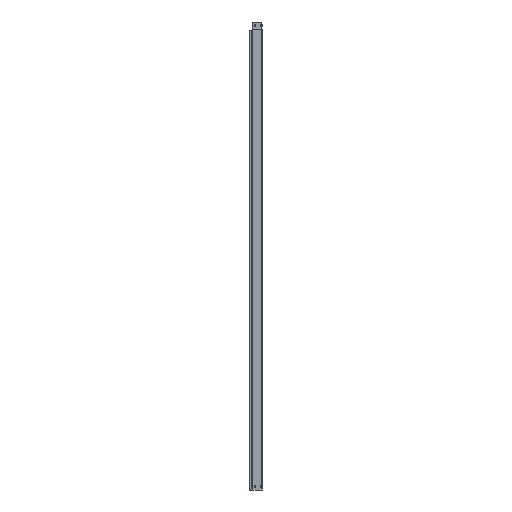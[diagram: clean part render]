
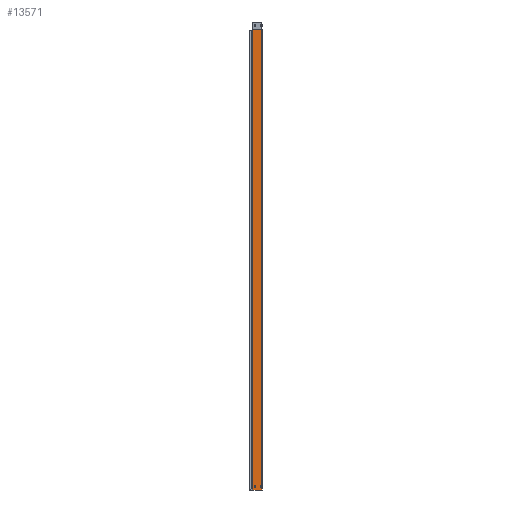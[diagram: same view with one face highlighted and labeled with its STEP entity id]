
A CAD part, left-side view. The second image highlights one B-rep face of the part: STEP entity #13571.
In plain terms, the highlighted planar face has unit normal (-1, 0, 0).
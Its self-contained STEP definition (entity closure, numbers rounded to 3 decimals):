
#615 = B_SPLINE_CURVE_WITH_KNOTS ( 'NONE', 3,
 ( #878, #15055, #7462, #13875 ),
 .UNSPECIFIED., .F., .F.,
 ( 4, 4 ),
 ( 0., 0.001 ),
 .UNSPECIFIED. ) ;
#661 = EDGE_CURVE ( 'NONE', #15137, #8811, #16713, .T. ) ;
#806 = LINE ( 'NONE', #8436, #6268 ) ;
#832 = CARTESIAN_POINT ( 'NONE',  ( -200., 2.3, 0. ) ) ;
#878 = CARTESIAN_POINT ( 'NONE',  ( -200., 2.3, 2948.892 ) ) ;
#904 = EDGE_CURVE ( 'NONE', #8811, #12206, #3301, .T. ) ;
#961 = CARTESIAN_POINT ( 'NONE',  ( -200., 3., 2949. ) ) ;
#972 = VECTOR ( 'NONE', #4657, 1000. ) ;
#1174 = VERTEX_POINT ( 'NONE', #9031 ) ;
#1213 = CARTESIAN_POINT ( 'NONE',  ( -200., 0., 2949. ) ) ;
#1246 = AXIS2_PLACEMENT_3D ( 'NONE', #12924, #12762, #10128 ) ;
#1284 = VERTEX_POINT ( 'NONE', #12547 ) ;
#1523 = LINE ( 'NONE', #5144, #13097 ) ;
#1640 = CARTESIAN_POINT ( 'NONE',  ( -200., 59.184, 0. ) ) ;
#1650 = DIRECTION ( 'NONE',  ( 0., 0., -1. ) ) ;
#1684 = VECTOR ( 'NONE', #12994, 1000. ) ;
#1758 = EDGE_CURVE ( 'NONE', #15947, #13383, #4886, .T. ) ;
#1816 = DIRECTION ( 'NONE',  ( -1., 0., 0. ) ) ;
#2021 = DIRECTION ( 'NONE',  ( 0., -1., 0. ) ) ;
#2256 = VERTEX_POINT ( 'NONE', #8797 ) ;
#2366 = FACE_OUTER_BOUND ( 'NONE', #13147, .T. ) ;
#2542 = EDGE_CURVE ( 'NONE', #12222, #15947, #5886, .T. ) ;
#2682 = CARTESIAN_POINT ( 'NONE',  ( -200., 59.184, 2948.5 ) ) ;
#2735 = LINE ( 'NONE', #2682, #16106 ) ;
#2768 = DIRECTION ( 'NONE',  ( 0., 0., 1. ) ) ;
#2824 = ORIENTED_EDGE ( 'NONE', *, *, #3438, .T. ) ;
#2923 = CARTESIAN_POINT ( 'NONE',  ( -200., 39.5, 20. ) ) ;
#2931 = LINE ( 'NONE', #1213, #12890 ) ;
#2956 = DIRECTION ( 'NONE',  ( 0., -1., 0. ) ) ;
#3062 = VECTOR ( 'NONE', #7928, 1000. ) ;
#3101 = DIRECTION ( 'NONE',  ( 0., -1., 0. ) ) ;
#3301 = CIRCLE ( 'NONE', #6289, 3.5 ) ;
#3438 = EDGE_CURVE ( 'NONE', #9914, #6945, #2735, .T. ) ;
#3749 = DIRECTION ( 'NONE',  ( 0., 1., 0. ) ) ;
#3984 = ORIENTED_EDGE ( 'NONE', *, *, #10328, .F. ) ;
#4369 = ORIENTED_EDGE ( 'NONE', *, *, #10435, .F. ) ;
#4657 = DIRECTION ( 'NONE',  ( 0., 0., -1. ) ) ;
#4672 = VECTOR ( 'NONE', #5454, 1000. ) ;
#4680 = EDGE_CURVE ( 'NONE', #1174, #12222, #6345, .T. ) ;
#4739 = ORIENTED_EDGE ( 'NONE', *, *, #904, .F. ) ;
#4857 = ORIENTED_EDGE ( 'NONE', *, *, #5198, .T. ) ;
#4886 = CIRCLE ( 'NONE', #7970, 3.5 ) ;
#4924 = ORIENTED_EDGE ( 'NONE', *, *, #9568, .T. ) ;
#5127 = CARTESIAN_POINT ( 'NONE',  ( -200., 39.5, 20. ) ) ;
#5144 = CARTESIAN_POINT ( 'NONE',  ( -200., 0., 2948.5 ) ) ;
#5198 = EDGE_CURVE ( 'NONE', #12842, #13529, #615, .T. ) ;
#5454 = DIRECTION ( 'NONE',  ( 0., 0., 1. ) ) ;
#5600 = LINE ( 'NONE', #5931, #6014 ) ;
#5775 = CARTESIAN_POINT ( 'NONE',  ( -200., 46.5, 28. ) ) ;
#5878 = ORIENTED_EDGE ( 'NONE', *, *, #661, .F. ) ;
#5886 = LINE ( 'NONE', #13214, #3062 ) ;
#5931 = CARTESIAN_POINT ( 'NONE',  ( -200., 0., 0. ) ) ;
#5966 = DIRECTION ( 'NONE',  ( 0., 0., -1. ) ) ;
#6014 = VECTOR ( 'NONE', #8459, 1000. ) ;
#6268 = VECTOR ( 'NONE', #5966, 1000. ) ;
#6289 = AXIS2_PLACEMENT_3D ( 'NONE', #15986, #9634, #2956 ) ;
#6345 = CIRCLE ( 'NONE', #7339, 3.5 ) ;
#6424 = ORIENTED_EDGE ( 'NONE', *, *, #9280, .F. ) ;
#6449 = CARTESIAN_POINT ( 'NONE',  ( -200., 46.5, 20. ) ) ;
#6460 = ORIENTED_EDGE ( 'NONE', *, *, #12541, .F. ) ;
#6502 = LINE ( 'NONE', #15845, #4672 ) ;
#6722 = CARTESIAN_POINT ( 'NONE',  ( -200., 58.784, 2949. ) ) ;
#6945 = VERTEX_POINT ( 'NONE', #1640 ) ;
#6961 = EDGE_CURVE ( 'NONE', #13383, #1174, #806, .T. ) ;
#7216 = FACE_BOUND ( 'NONE', #12146, .T. ) ;
#7229 = ORIENTED_EDGE ( 'NONE', *, *, #9571, .F. ) ;
#7240 = CARTESIAN_POINT ( 'NONE',  ( -200., 11.5, 28. ) ) ;
#7265 = DIRECTION ( 'NONE',  ( -1., 0., 0. ) ) ;
#7307 = VECTOR ( 'NONE', #2768, 1000. ) ;
#7339 = AXIS2_PLACEMENT_3D ( 'NONE', #13439, #1816, #3101 ) ;
#7462 = CARTESIAN_POINT ( 'NONE',  ( -200., 2.761, 2949. ) ) ;
#7928 = DIRECTION ( 'NONE',  ( 0., 0., 1. ) ) ;
#7970 = AXIS2_PLACEMENT_3D ( 'NONE', #14762, #7265, #13754 ) ;
#8220 = FACE_BOUND ( 'NONE', #8611, .T. ) ;
#8436 = CARTESIAN_POINT ( 'NONE',  ( -200., 11.5, 28. ) ) ;
#8459 = DIRECTION ( 'NONE',  ( 0., -1., 0. ) ) ;
#8611 = EDGE_LOOP ( 'NONE', ( #4369, #4739, #5878, #6424 ) ) ;
#8629 = CIRCLE ( 'NONE', #14022, 3.5 ) ;
#8797 = CARTESIAN_POINT ( 'NONE',  ( -200., 2.3, 0. ) ) ;
#8811 = VERTEX_POINT ( 'NONE', #10485 ) ;
#9031 = CARTESIAN_POINT ( 'NONE',  ( -200., 11.5, 20. ) ) ;
#9280 = EDGE_CURVE ( 'NONE', #16014, #15137, #8629, .T. ) ;
#9323 = ORIENTED_EDGE ( 'NONE', *, *, #6961, .F. ) ;
#9487 = ORIENTED_EDGE ( 'NONE', *, *, #12907, .T. ) ;
#9568 = EDGE_CURVE ( 'NONE', #13529, #14367, #2931, .T. ) ;
#9571 = EDGE_CURVE ( 'NONE', #9914, #1284, #1523, .T. ) ;
#9634 = DIRECTION ( 'NONE',  ( -1., 0., 0. ) ) ;
#9759 = DIRECTION ( 'NONE',  ( -1., 0., 0. ) ) ;
#9914 = VERTEX_POINT ( 'NONE', #15917 ) ;
#10128 = DIRECTION ( 'NONE',  ( 0., 1., 0. ) ) ;
#10134 = CARTESIAN_POINT ( 'NONE',  ( -200., 4.5, 20. ) ) ;
#10328 = EDGE_CURVE ( 'NONE', #1284, #14367, #6502, .T. ) ;
#10435 = EDGE_CURVE ( 'NONE', #12206, #16014, #15029, .T. ) ;
#10485 = CARTESIAN_POINT ( 'NONE',  ( -200., 46.5, 20. ) ) ;
#11169 = ORIENTED_EDGE ( 'NONE', *, *, #1758, .F. ) ;
#12146 = EDGE_LOOP ( 'NONE', ( #9323, #11169, #14286, #12224 ) ) ;
#12206 = VERTEX_POINT ( 'NONE', #5127 ) ;
#12222 = VERTEX_POINT ( 'NONE', #10134 ) ;
#12224 = ORIENTED_EDGE ( 'NONE', *, *, #4680, .F. ) ;
#12541 = EDGE_CURVE ( 'NONE', #12842, #2256, #14768, .T. ) ;
#12547 = CARTESIAN_POINT ( 'NONE',  ( -200., 58.784, 2948.5 ) ) ;
#12762 = DIRECTION ( 'NONE',  ( 1., 0., 0. ) ) ;
#12842 = VERTEX_POINT ( 'NONE', #15087 ) ;
#12890 = VECTOR ( 'NONE', #3749, 1000. ) ;
#12907 = EDGE_CURVE ( 'NONE', #6945, #2256, #5600, .T. ) ;
#12924 = CARTESIAN_POINT ( 'NONE',  ( -200., 0., 0. ) ) ;
#12994 = DIRECTION ( 'NONE',  ( 0., 0., -1. ) ) ;
#13097 = VECTOR ( 'NONE', #14249, 1000. ) ;
#13147 = EDGE_LOOP ( 'NONE', ( #4857, #4924, #3984, #7229, #2824, #9487, #6460 ) ) ;
#13214 = CARTESIAN_POINT ( 'NONE',  ( -200., 4.5, 28. ) ) ;
#13314 = CARTESIAN_POINT ( 'NONE',  ( -200., 4.5, 28. ) ) ;
#13383 = VERTEX_POINT ( 'NONE', #7240 ) ;
#13439 = CARTESIAN_POINT ( 'NONE',  ( -200., 8., 20. ) ) ;
#13529 = VERTEX_POINT ( 'NONE', #961 ) ;
#13571 = ADVANCED_FACE ( 'NONE', ( #8220, #7216, #2366 ), #15289, .F. ) ;
#13754 = DIRECTION ( 'NONE',  ( 0., -1., 0. ) ) ;
#13875 = CARTESIAN_POINT ( 'NONE',  ( -200., 3., 2949. ) ) ;
#14022 = AXIS2_PLACEMENT_3D ( 'NONE', #14822, #9759, #2021 ) ;
#14249 = DIRECTION ( 'NONE',  ( 0., -1., 0. ) ) ;
#14286 = ORIENTED_EDGE ( 'NONE', *, *, #2542, .F. ) ;
#14367 = VERTEX_POINT ( 'NONE', #6722 ) ;
#14605 = CARTESIAN_POINT ( 'NONE',  ( -200., 39.5, 28. ) ) ;
#14762 = CARTESIAN_POINT ( 'NONE',  ( -200., 8., 28. ) ) ;
#14768 = LINE ( 'NONE', #832, #972 ) ;
#14822 = CARTESIAN_POINT ( 'NONE',  ( -200., 43., 28. ) ) ;
#15029 = LINE ( 'NONE', #2923, #7307 ) ;
#15055 = CARTESIAN_POINT ( 'NONE',  ( -200., 2.529, 2948.954 ) ) ;
#15087 = CARTESIAN_POINT ( 'NONE',  ( -200., 2.3, 2948.892 ) ) ;
#15137 = VERTEX_POINT ( 'NONE', #5775 ) ;
#15289 = PLANE ( 'NONE',  #1246 ) ;
#15845 = CARTESIAN_POINT ( 'NONE',  ( -200., 58.784, 0. ) ) ;
#15917 = CARTESIAN_POINT ( 'NONE',  ( -200., 59.184, 2948.5 ) ) ;
#15947 = VERTEX_POINT ( 'NONE', #13314 ) ;
#15986 = CARTESIAN_POINT ( 'NONE',  ( -200., 43., 20. ) ) ;
#16014 = VERTEX_POINT ( 'NONE', #14605 ) ;
#16106 = VECTOR ( 'NONE', #1650, 1000. ) ;
#16713 = LINE ( 'NONE', #6449, #1684 ) ;
